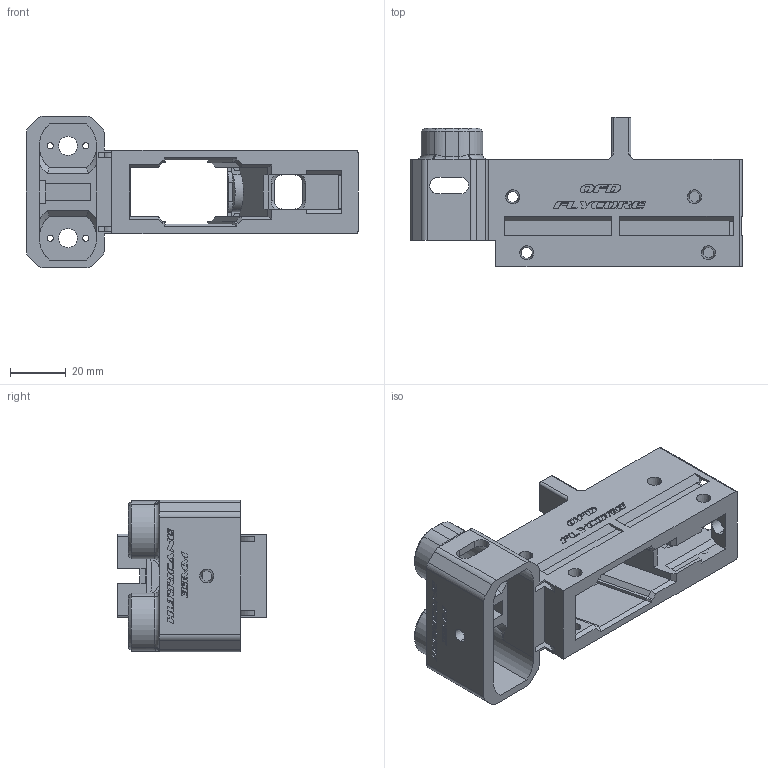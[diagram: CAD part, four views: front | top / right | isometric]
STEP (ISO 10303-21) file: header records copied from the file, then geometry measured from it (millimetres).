
FILE_DESCRIPTION (( 'STEP AP203' ), '1' );
FILE_NAME ('OFD_FLYCORE_ANGLED_HURRICANE_33MM_V1.STEP', '2022-07-20T17:37:54', ( '' ), ( '' ), 'SwSTEP 2.0', 'SolidWorks 2020', '' );
FILE_SCHEMA (( 'CONFIG_CONTROL_DESIGN' ));
Length unit declared in the file: millimetre
Products named in the file (1): OFD_FLYCORE_ANGLED_HURRICANE_33MM_V1
Bounding box: 118.75 x 53.5 x 54.2 mm (x, y, z)
Volume: 70038.6 mm3; surface area: 36278 mm2
Topology: 1 solids, 1 shells, 956 faces, 2714 edges, 1785 vertices
Faces by surface type: plane 476, bspline 333, cylinder 89, cone 46, torus 12
Entity records: 40122 total; most frequent: CARTESIAN_POINT 17255, ORIENTED_EDGE 5428, DIRECTION 3548, EDGE_CURVE 2714, VERTEX_POINT 1785, LINE 1742, VECTOR 1742, EDGE_LOOP 1033
